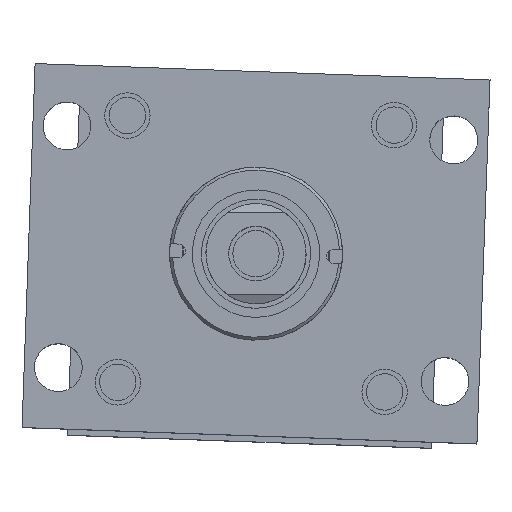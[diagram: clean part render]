
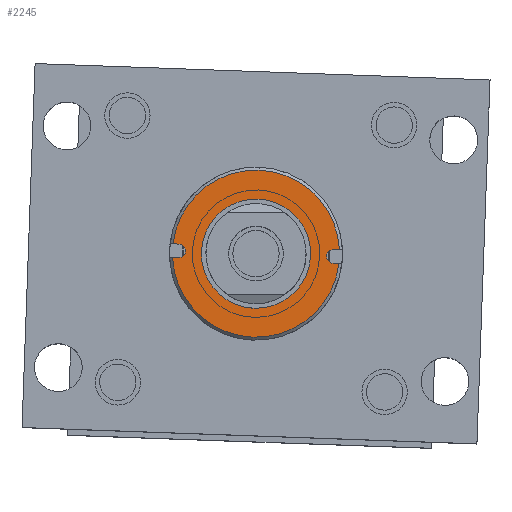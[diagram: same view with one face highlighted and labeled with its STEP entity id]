
A CAD part, top view. The second image highlights one B-rep face of the part: STEP entity #2245.
In plain terms, the highlighted face is planar.
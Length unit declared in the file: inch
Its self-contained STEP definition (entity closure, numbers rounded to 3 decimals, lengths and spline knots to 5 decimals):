
#7 = FACE_OUTER_BOUND ( 'NONE', #5695, .T. ) ;
#140 = LINE ( 'NONE', #6681, #4535 ) ;
#163 = DIRECTION ( 'NONE',  ( 1., 0., 0. ) ) ;
#191 = ORIENTED_EDGE ( 'NONE', *, *, #4173, .F. ) ;
#194 = DIRECTION ( 'NONE',  ( 0., 0., 1. ) ) ;
#233 = VERTEX_POINT ( 'NONE', #6187 ) ;
#300 = DIRECTION ( 'NONE',  ( 0., 1., 0. ) ) ;
#307 = LINE ( 'NONE', #7079, #5064 ) ;
#335 = ORIENTED_EDGE ( 'NONE', *, *, #7187, .T. ) ;
#580 = ORIENTED_EDGE ( 'NONE', *, *, #1833, .T. ) ;
#665 = DIRECTION ( 'NONE',  ( 0., 0., -1. ) ) ;
#1016 = EDGE_CURVE ( 'NONE', #6341, #6279, #140, .T. ) ;
#1034 = CARTESIAN_POINT ( 'NONE',  ( 9.17484, 17.52594, -0.094 ) ) ;
#1048 = VERTEX_POINT ( 'NONE', #7404 ) ;
#1246 = CARTESIAN_POINT ( 'NONE',  ( 9.17484, 15.3203, 0.094 ) ) ;
#1334 = ORIENTED_EDGE ( 'NONE', *, *, #2923, .T. ) ;
#1394 = ORIENTED_EDGE ( 'NONE', *, *, #2203, .T. ) ;
#1497 = DIRECTION ( 'NONE',  ( 0., 1., 0. ) ) ;
#1685 = DIRECTION ( 'NONE',  ( 0., 0., 1. ) ) ;
#1763 = CIRCLE ( 'NONE', #2967, 0.75 ) ;
#1833 = EDGE_CURVE ( 'NONE', #9674, #5419, #5720, .T. ) ;
#1923 = CARTESIAN_POINT ( 'NONE',  ( 9.17484, 15.23865, 0.094 ) ) ;
#2203 = EDGE_CURVE ( 'NONE', #6341, #233, #8074, .T. ) ;
#2245 = ADVANCED_FACE ( 'NONE', ( #7, #7611 ), #4672, .F. ) ;
#2379 = CARTESIAN_POINT ( 'NONE',  ( 9.17484, 17.5298, 0. ) ) ;
#2411 = DIRECTION ( 'NONE',  ( -1., 0., 0. ) ) ;
#2442 = DIRECTION ( 'NONE',  ( 0., 1., 0. ) ) ;
#2458 = CIRCLE ( 'NONE', #9540, 0.75 ) ;
#2923 = EDGE_CURVE ( 'NONE', #6635, #9674, #6766, .T. ) ;
#2967 = AXIS2_PLACEMENT_3D ( 'NONE', #3117, #2411, #6171 ) ;
#3060 = EDGE_CURVE ( 'NONE', #1048, #8878, #1763, .T. ) ;
#3117 = CARTESIAN_POINT ( 'NONE',  ( 9.17484, 16.3823, 0. ) ) ;
#3183 = CARTESIAN_POINT ( 'NONE',  ( 9.17484, 16.3823, 0. ) ) ;
#3303 = AXIS2_PLACEMENT_3D ( 'NONE', #4958, #5691, #7119 ) ;
#3320 = CARTESIAN_POINT ( 'NONE',  ( 9.17484, 16.3823, 0. ) ) ;
#3873 = DIRECTION ( 'NONE',  ( -1., 0., 0. ) ) ;
#4020 = ORIENTED_EDGE ( 'NONE', *, *, #9126, .T. ) ;
#4060 = AXIS2_PLACEMENT_3D ( 'NONE', #8804, #8769, #6575 ) ;
#4173 = EDGE_CURVE ( 'NONE', #8878, #1048, #2458, .T. ) ;
#4469 = CIRCLE ( 'NONE', #7175, 1.1475 ) ;
#4535 = VECTOR ( 'NONE', #5127, 39.37008 ) ;
#4611 = VECTOR ( 'NONE', #7304, 39.37008 ) ;
#4613 = AXIS2_PLACEMENT_3D ( 'NONE', #3183, #8523, #194 ) ;
#4672 = PLANE ( 'NONE',  #5135 ) ;
#4718 = EDGE_CURVE ( 'NONE', #233, #6635, #4469, .T. ) ;
#4743 = LINE ( 'NONE', #8811, #4611 ) ;
#4808 = ORIENTED_EDGE ( 'NONE', *, *, #6254, .T. ) ;
#4958 = CARTESIAN_POINT ( 'NONE',  ( 9.17484, 16.3823, 0. ) ) ;
#4967 = EDGE_CURVE ( 'NONE', #7197, #5419, #307, .T. ) ;
#5064 = VECTOR ( 'NONE', #300, 39.37008 ) ;
#5068 = CARTESIAN_POINT ( 'NONE',  ( 9.17484, 17.4443, 0.094 ) ) ;
#5127 = DIRECTION ( 'NONE',  ( 0., -1., 0. ) ) ;
#5135 = AXIS2_PLACEMENT_3D ( 'NONE', #2379, #163, #2442 ) ;
#5419 = VERTEX_POINT ( 'NONE', #1246 ) ;
#5570 = EDGE_LOOP ( 'NONE', ( #191, #7151 ) ) ;
#5691 = DIRECTION ( 'NONE',  ( -1., 0., 0. ) ) ;
#5695 = EDGE_LOOP ( 'NONE', ( #1394, #7398, #1334, #580, #9590, #4808, #335, #4020, #8484 ) ) ;
#5720 = CIRCLE ( 'NONE', #4060, 0.094 ) ;
#5886 = CIRCLE ( 'NONE', #3303, 1.1475 ) ;
#6171 = DIRECTION ( 'NONE',  ( 0., 0., 1. ) ) ;
#6187 = CARTESIAN_POINT ( 'NONE',  ( 9.17484, 16.3823, -1.1475 ) ) ;
#6254 = EDGE_CURVE ( 'NONE', #7197, #9499, #5886, .T. ) ;
#6270 = CIRCLE ( 'NONE', #8943, 0.094 ) ;
#6279 = VERTEX_POINT ( 'NONE', #9387 ) ;
#6338 = DIRECTION ( 'NONE',  ( -1., 0., 0. ) ) ;
#6341 = VERTEX_POINT ( 'NONE', #1034 ) ;
#6530 = VECTOR ( 'NONE', #1497, 39.37008 ) ;
#6575 = DIRECTION ( 'NONE',  ( 0., 0., -1. ) ) ;
#6635 = VERTEX_POINT ( 'NONE', #7517 ) ;
#6681 = CARTESIAN_POINT ( 'NONE',  ( 9.17484, 17.5298, -0.094 ) ) ;
#6766 = LINE ( 'NONE', #9066, #6530 ) ;
#7046 = CARTESIAN_POINT ( 'NONE',  ( 9.17484, 16.3823, 0. ) ) ;
#7079 = CARTESIAN_POINT ( 'NONE',  ( 9.17484, 17.5298, 0.094 ) ) ;
#7119 = DIRECTION ( 'NONE',  ( 0., 0., 1. ) ) ;
#7151 = ORIENTED_EDGE ( 'NONE', *, *, #3060, .F. ) ;
#7175 = AXIS2_PLACEMENT_3D ( 'NONE', #7046, #3873, #1685 ) ;
#7187 = EDGE_CURVE ( 'NONE', #9499, #9347, #4743, .T. ) ;
#7197 = VERTEX_POINT ( 'NONE', #1923 ) ;
#7304 = DIRECTION ( 'NONE',  ( 0., -1., 0. ) ) ;
#7398 = ORIENTED_EDGE ( 'NONE', *, *, #4718, .T. ) ;
#7404 = CARTESIAN_POINT ( 'NONE',  ( 9.17484, 16.3823, -0.75 ) ) ;
#7517 = CARTESIAN_POINT ( 'NONE',  ( 9.17484, 15.23865, -0.094 ) ) ;
#7611 = FACE_BOUND ( 'NONE', #5570, .T. ) ;
#8074 = CIRCLE ( 'NONE', #4613, 1.1475 ) ;
#8484 = ORIENTED_EDGE ( 'NONE', *, *, #1016, .F. ) ;
#8523 = DIRECTION ( 'NONE',  ( -1., 0., 0. ) ) ;
#8581 = DIRECTION ( 'NONE',  ( 0., 0., 1. ) ) ;
#8614 = CARTESIAN_POINT ( 'NONE',  ( 9.17484, 16.3823, 0.75 ) ) ;
#8769 = DIRECTION ( 'NONE',  ( 1., 0., 0. ) ) ;
#8804 = CARTESIAN_POINT ( 'NONE',  ( 9.17484, 15.3203, 0. ) ) ;
#8811 = CARTESIAN_POINT ( 'NONE',  ( 9.17484, 17.5298, 0.094 ) ) ;
#8878 = VERTEX_POINT ( 'NONE', #8614 ) ;
#8918 = CARTESIAN_POINT ( 'NONE',  ( 9.17484, 17.4443, 0. ) ) ;
#8943 = AXIS2_PLACEMENT_3D ( 'NONE', #8918, #9675, #665 ) ;
#8998 = CARTESIAN_POINT ( 'NONE',  ( 9.17484, 17.52594, 0.094 ) ) ;
#9066 = CARTESIAN_POINT ( 'NONE',  ( 9.17484, 17.5298, -0.094 ) ) ;
#9126 = EDGE_CURVE ( 'NONE', #9347, #6279, #6270, .T. ) ;
#9234 = CARTESIAN_POINT ( 'NONE',  ( 9.17484, 15.3203, -0.094 ) ) ;
#9347 = VERTEX_POINT ( 'NONE', #5068 ) ;
#9387 = CARTESIAN_POINT ( 'NONE',  ( 9.17484, 17.4443, -0.094 ) ) ;
#9499 = VERTEX_POINT ( 'NONE', #8998 ) ;
#9540 = AXIS2_PLACEMENT_3D ( 'NONE', #3320, #6338, #8581 ) ;
#9590 = ORIENTED_EDGE ( 'NONE', *, *, #4967, .F. ) ;
#9674 = VERTEX_POINT ( 'NONE', #9234 ) ;
#9675 = DIRECTION ( 'NONE',  ( 1., 0., 0. ) ) ;
